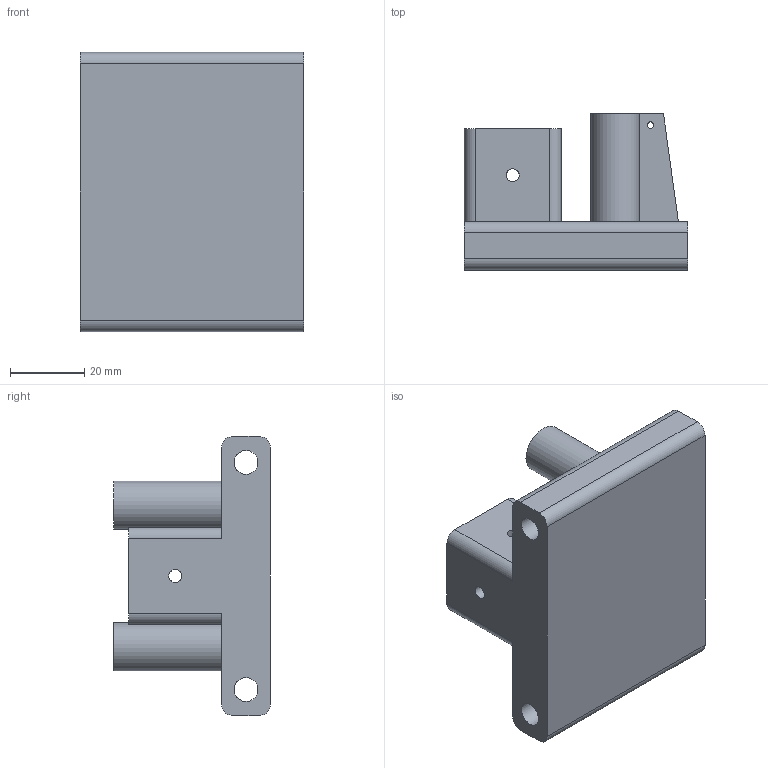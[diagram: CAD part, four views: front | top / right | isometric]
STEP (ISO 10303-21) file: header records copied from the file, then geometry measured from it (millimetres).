
FILE_DESCRIPTION(/* description */ (''),/* implementation_level */ '2;1');
FILE_NAME(/* name */ 'Z axis bottom v19.step',/* time_stamp */ '2023-01-02T10:58:01+01:00',/* author */ (''),/* organization */ (''),/* preprocessor_version */ 'ST-DEVELOPER v19.2',/* originating_system */ 'Autodesk Translation Framework v11.17.0.187',/* authorisation */ '');
FILE_SCHEMA (('AUTOMOTIVE_DESIGN { 1 0 10303 214 3 1 1 }'));
Length unit declared in the file: millimetre
Products named in the file (1): Z axis bottom
Bounding box: 60 x 42 x 75 mm (x, y, z)
Volume: 67896.5 mm3; surface area: 22991.3 mm2
Topology: 1 solids, 1 shells, 75 faces, 201 edges, 134 vertices
Faces by surface type: plane 51, cylinder 24
Full cylindrical faces by diameter (mm): 1.7 x2, 3.5 x8, 6.2 x2, 6.4 x2, 13 x1
Entity records: 2436 total; most frequent: CARTESIAN_POINT 427, DIRECTION 417, ORIENTED_EDGE 402, EDGE_CURVE 201, AXIS2_PLACEMENT_3D 148, VERTEX_POINT 134, LINE 121, VECTOR 121
